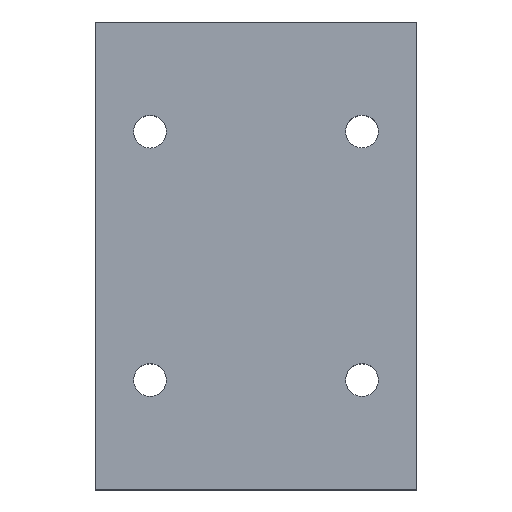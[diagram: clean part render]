
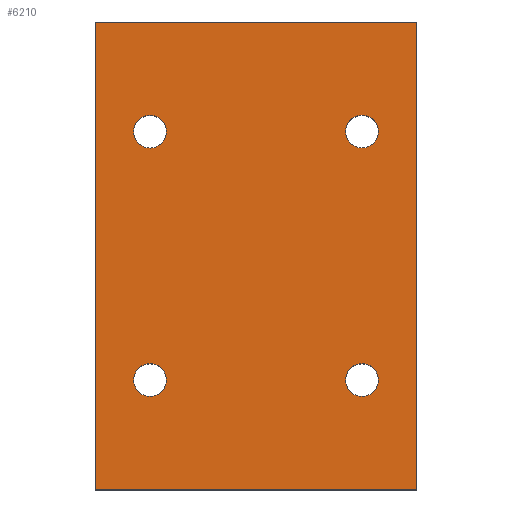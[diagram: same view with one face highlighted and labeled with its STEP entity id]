
A CAD part, top view. The second image highlights one B-rep face of the part: STEP entity #6210.
In plain terms, the highlighted planar face has unit normal (0, 0, 1).
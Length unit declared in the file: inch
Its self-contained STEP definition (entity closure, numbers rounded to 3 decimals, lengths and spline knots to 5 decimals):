
#73=CIRCLE('',#6524,0.1405);
#74=CIRCLE('',#6526,0.1405);
#75=CIRCLE('',#6528,0.1405);
#76=CIRCLE('',#6530,0.1405);
#141=FACE_BOUND('',#913,.T.);
#142=FACE_BOUND('',#914,.T.);
#143=FACE_BOUND('',#915,.T.);
#144=FACE_BOUND('',#916,.T.);
#549=FACE_OUTER_BOUND('',#912,.T.);
#912=EDGE_LOOP('',(#5656,#5657,#5658,#5659));
#913=EDGE_LOOP('',(#5660));
#914=EDGE_LOOP('',(#5661));
#915=EDGE_LOOP('',(#5662));
#916=EDGE_LOOP('',(#5663));
#1530=LINE('',#10663,#2196);
#1578=LINE('',#10898,#2244);
#1580=LINE('',#10903,#2246);
#1582=LINE('',#10906,#2248);
#2196=VECTOR('',#7552,2.75);
#2244=VECTOR('',#7816,4.);
#2246=VECTOR('',#7822,4.);
#2248=VECTOR('',#7826,2.75);
#2921=VERTEX_POINT('',#10661);
#2922=VERTEX_POINT('',#10662);
#2995=VERTEX_POINT('',#10873);
#2996=VERTEX_POINT('',#10877);
#2997=VERTEX_POINT('',#10881);
#2998=VERTEX_POINT('',#10885);
#3001=VERTEX_POINT('',#10897);
#3002=VERTEX_POINT('',#10902);
#3774=EDGE_CURVE('',#2921,#2922,#1530,.T.);
#3874=EDGE_CURVE('',#2995,#2995,#73,.T.);
#3876=EDGE_CURVE('',#2996,#2996,#74,.T.);
#3878=EDGE_CURVE('',#2997,#2997,#75,.T.);
#3880=EDGE_CURVE('',#2998,#2998,#76,.T.);
#3885=EDGE_CURVE('',#3001,#2921,#1578,.T.);
#3887=EDGE_CURVE('',#2922,#3002,#1580,.T.);
#3889=EDGE_CURVE('',#3002,#3001,#1582,.T.);
#5656=ORIENTED_EDGE('',*,*,#3885,.F.);
#5657=ORIENTED_EDGE('',*,*,#3889,.F.);
#5658=ORIENTED_EDGE('',*,*,#3887,.F.);
#5659=ORIENTED_EDGE('',*,*,#3774,.F.);
#5660=ORIENTED_EDGE('',*,*,#3874,.T.);
#5661=ORIENTED_EDGE('',*,*,#3876,.T.);
#5662=ORIENTED_EDGE('',*,*,#3878,.T.);
#5663=ORIENTED_EDGE('',*,*,#3880,.T.);
#5884=PLANE('',#6540);
#6210=ADVANCED_FACE('',(#549,#141,#142,#143,#144),#5884,.T.);
#6524=AXIS2_PLACEMENT_3D('',#10874,#7785,#7786);
#6526=AXIS2_PLACEMENT_3D('',#10878,#7790,#7791);
#6528=AXIS2_PLACEMENT_3D('',#10882,#7795,#7796);
#6530=AXIS2_PLACEMENT_3D('',#10886,#7800,#7801);
#6540=AXIS2_PLACEMENT_3D('',#10907,#7827,#7828);
#7552=DIRECTION('',(1.,0.,0.));
#7785=DIRECTION('center_axis',(0.,0.,-1.));
#7786=DIRECTION('ref_axis',(1.,0.,0.));
#7790=DIRECTION('center_axis',(0.,0.,-1.));
#7791=DIRECTION('ref_axis',(1.,0.,0.));
#7795=DIRECTION('center_axis',(0.,0.,-1.));
#7796=DIRECTION('ref_axis',(1.,0.,0.));
#7800=DIRECTION('center_axis',(0.,0.,-1.));
#7801=DIRECTION('ref_axis',(1.,0.,0.));
#7816=DIRECTION('',(0.,1.,0.));
#7822=DIRECTION('',(0.,-1.,0.));
#7826=DIRECTION('',(-1.,0.,0.));
#7827=DIRECTION('center_axis',(0.,0.,1.));
#7828=DIRECTION('ref_axis',(1.,0.,0.));
#10661=CARTESIAN_POINT('',(0.,4.,1.5));
#10662=CARTESIAN_POINT('',(2.75,4.,1.5));
#10663=CARTESIAN_POINT('',(0.,4.,1.5));
#10873=CARTESIAN_POINT('',(2.14125,3.06325,1.5));
#10874=CARTESIAN_POINT('Origin',(2.28175,3.06325,1.5));
#10877=CARTESIAN_POINT('',(0.32825,3.06275,1.5));
#10878=CARTESIAN_POINT('Origin',(0.46875,3.06275,1.5));
#10881=CARTESIAN_POINT('',(2.14125,0.93775,1.5));
#10882=CARTESIAN_POINT('Origin',(2.28175,0.93775,1.5));
#10885=CARTESIAN_POINT('',(0.32875,0.93775,1.5));
#10886=CARTESIAN_POINT('Origin',(0.46925,0.93775,1.5));
#10897=CARTESIAN_POINT('',(0.,0.,1.5));
#10898=CARTESIAN_POINT('',(0.,0.,1.5));
#10902=CARTESIAN_POINT('',(2.75,0.,1.5));
#10903=CARTESIAN_POINT('',(2.75,4.,1.5));
#10906=CARTESIAN_POINT('',(2.75,0.,1.5));
#10907=CARTESIAN_POINT('Origin',(1.375,2.,1.5));
